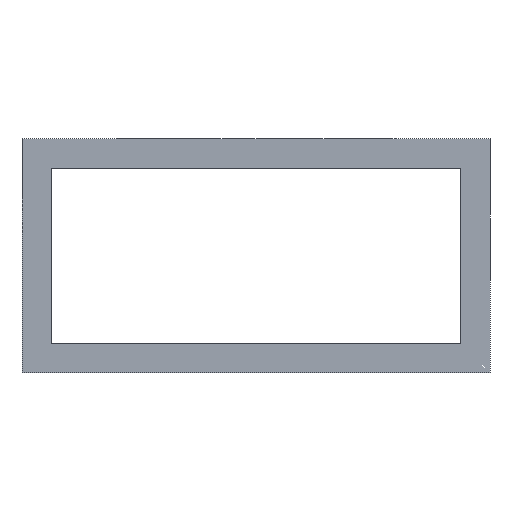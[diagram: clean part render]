
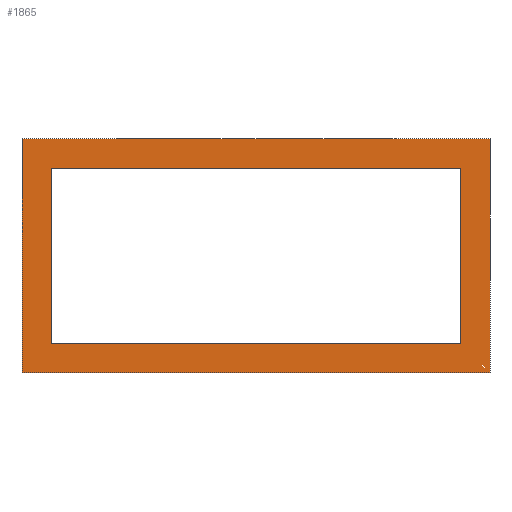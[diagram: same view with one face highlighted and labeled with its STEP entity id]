
A CAD part, front view. The second image highlights one B-rep face of the part: STEP entity #1865.
In plain terms, the highlighted planar face has unit normal (0, -1, 0).
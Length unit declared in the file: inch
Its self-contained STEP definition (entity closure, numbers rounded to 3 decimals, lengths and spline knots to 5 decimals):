
#157 = CARTESIAN_POINT ( 'NONE',  ( -1., 5., -4. ) ) ;
#286 = CARTESIAN_POINT ( 'NONE',  ( 0.875, 5., -4.125 ) ) ;
#298 = ORIENTED_EDGE ( 'NONE', *, *, #3187, .F. ) ;
#309 = VERTEX_POINT ( 'NONE', #3183 ) ;
#322 = LINE ( 'NONE', #574, #2975 ) ;
#342 = EDGE_CURVE ( 'NONE', #823, #1353, #2097, .T. ) ;
#429 = ORIENTED_EDGE ( 'NONE', *, *, #2771, .F. ) ;
#504 = EDGE_CURVE ( 'NONE', #2019, #1952, #647, .T. ) ;
#505 = VERTEX_POINT ( 'NONE', #1702 ) ;
#522 = EDGE_LOOP ( 'NONE', ( #3166, #1449, #1119, #1919 ) ) ;
#552 = DIRECTION ( 'NONE',  ( 1., 0., 0. ) ) ;
#574 = CARTESIAN_POINT ( 'NONE',  ( -1., 5., -5. ) ) ;
#594 = VECTOR ( 'NONE', #2942, 39.37008 ) ;
#647 = LINE ( 'NONE', #1205, #594 ) ;
#676 = DIRECTION ( 'NONE',  ( 1., 0., 0. ) ) ;
#705 = DIRECTION ( 'NONE',  ( 0., 0., -1. ) ) ;
#823 = VERTEX_POINT ( 'NONE', #157 ) ;
#837 = DIRECTION ( 'NONE',  ( -1., 0., 0. ) ) ;
#1039 = CARTESIAN_POINT ( 'NONE',  ( -0.875, 5., 0. ) ) ;
#1056 = EDGE_CURVE ( 'NONE', #1952, #1081, #2020, .T. ) ;
#1070 = DIRECTION ( 'NONE',  ( 0., 0., 1. ) ) ;
#1081 = VERTEX_POINT ( 'NONE', #2749 ) ;
#1119 = ORIENTED_EDGE ( 'NONE', *, *, #1056, .T. ) ;
#1148 = VERTEX_POINT ( 'NONE', #1349 ) ;
#1205 = CARTESIAN_POINT ( 'NONE',  ( 0.875, 5., 0. ) ) ;
#1212 = CARTESIAN_POINT ( 'NONE',  ( 1., 5., -4. ) ) ;
#1236 = FACE_OUTER_BOUND ( 'NONE', #1443, .T. ) ;
#1272 = LINE ( 'NONE', #1039, #1893 ) ;
#1349 = CARTESIAN_POINT ( 'NONE',  ( -0.875, 5., -4.125 ) ) ;
#1353 = VERTEX_POINT ( 'NONE', #2964 ) ;
#1443 = EDGE_LOOP ( 'NONE', ( #1890, #1898, #298, #429 ) ) ;
#1449 = ORIENTED_EDGE ( 'NONE', *, *, #504, .T. ) ;
#1485 = DIRECTION ( 'NONE',  ( 0., -1., 0. ) ) ;
#1488 = LINE ( 'NONE', #1212, #2221 ) ;
#1570 = EDGE_CURVE ( 'NONE', #1081, #1148, #1272, .T. ) ;
#1702 = CARTESIAN_POINT ( 'NONE',  ( -1., 5., -5. ) ) ;
#1705 = FACE_BOUND ( 'NONE', #522, .T. ) ;
#1759 = PLANE ( 'NONE',  #2434 ) ;
#1776 = CARTESIAN_POINT ( 'NONE',  ( -1., 5., -4. ) ) ;
#1865 = ADVANCED_FACE ( 'NONE', ( #1236, #1705 ), #1759, .T. ) ;
#1889 = VECTOR ( 'NONE', #2500, 39.37008 ) ;
#1890 = ORIENTED_EDGE ( 'NONE', *, *, #2627, .F. ) ;
#1893 = VECTOR ( 'NONE', #1070, 39.37008 ) ;
#1898 = ORIENTED_EDGE ( 'NONE', *, *, #342, .F. ) ;
#1919 = ORIENTED_EDGE ( 'NONE', *, *, #1570, .T. ) ;
#1952 = VERTEX_POINT ( 'NONE', #2609 ) ;
#1976 = DIRECTION ( 'NONE',  ( 0., 0., 1. ) ) ;
#2019 = VERTEX_POINT ( 'NONE', #286 ) ;
#2020 = LINE ( 'NONE', #2780, #1889 ) ;
#2097 = LINE ( 'NONE', #2679, #2529 ) ;
#2114 = EDGE_CURVE ( 'NONE', #1148, #2019, #2211, .T. ) ;
#2167 = VECTOR ( 'NONE', #676, 39.37008 ) ;
#2211 = LINE ( 'NONE', #2988, #2167 ) ;
#2221 = VECTOR ( 'NONE', #705, 39.37008 ) ;
#2434 = AXIS2_PLACEMENT_3D ( 'NONE', #3007, #1485, #3301 ) ;
#2500 = DIRECTION ( 'NONE',  ( -1., 0., 0. ) ) ;
#2529 = VECTOR ( 'NONE', #552, 39.37008 ) ;
#2609 = CARTESIAN_POINT ( 'NONE',  ( 0.875, 5., -4.875 ) ) ;
#2627 = EDGE_CURVE ( 'NONE', #1353, #309, #1488, .T. ) ;
#2679 = CARTESIAN_POINT ( 'NONE',  ( -1., 5., -4. ) ) ;
#2749 = CARTESIAN_POINT ( 'NONE',  ( -0.875, 5., -4.875 ) ) ;
#2771 = EDGE_CURVE ( 'NONE', #309, #505, #322, .T. ) ;
#2780 = CARTESIAN_POINT ( 'NONE',  ( 0., 5., -4.875 ) ) ;
#2928 = VECTOR ( 'NONE', #1976, 39.37008 ) ;
#2942 = DIRECTION ( 'NONE',  ( 0., 0., -1. ) ) ;
#2964 = CARTESIAN_POINT ( 'NONE',  ( 1., 5., -4. ) ) ;
#2975 = VECTOR ( 'NONE', #837, 39.37008 ) ;
#2988 = CARTESIAN_POINT ( 'NONE',  ( 0., 5., -4.125 ) ) ;
#3007 = CARTESIAN_POINT ( 'NONE',  ( 0., 5., 0. ) ) ;
#3062 = LINE ( 'NONE', #1776, #2928 ) ;
#3166 = ORIENTED_EDGE ( 'NONE', *, *, #2114, .T. ) ;
#3183 = CARTESIAN_POINT ( 'NONE',  ( 1., 5., -5. ) ) ;
#3187 = EDGE_CURVE ( 'NONE', #505, #823, #3062, .T. ) ;
#3301 = DIRECTION ( 'NONE',  ( 0., 0., -1. ) ) ;
